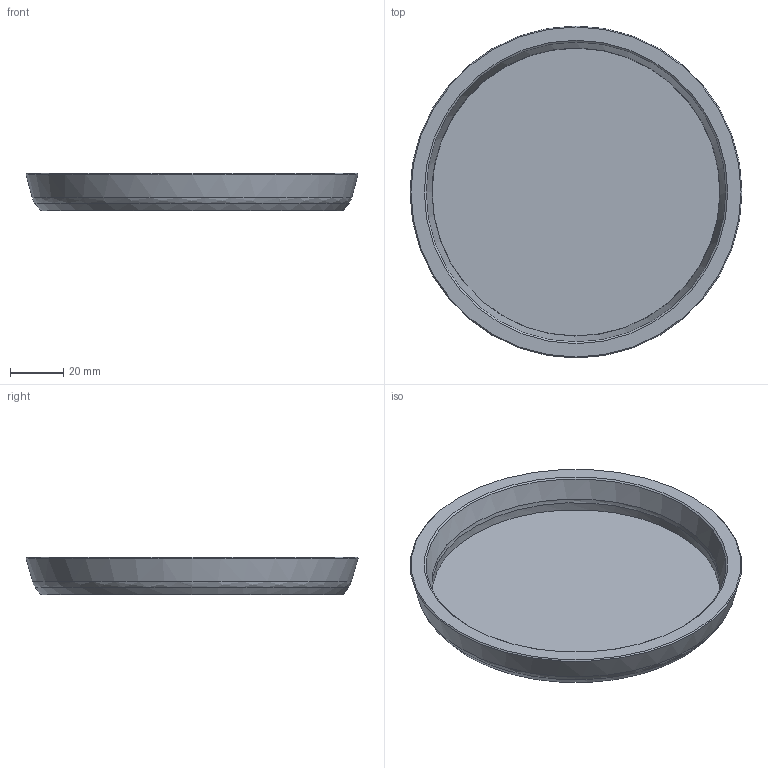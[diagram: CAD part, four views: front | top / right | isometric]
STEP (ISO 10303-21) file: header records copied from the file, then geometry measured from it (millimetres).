
FILE_DESCRIPTION(('FreeCAD Model'),'2;1');
FILE_NAME('Open CASCADE Shape Model','2024-01-24T13:58:14',(''),(''), 'Open CASCADE STEP processor 7.7','FreeCAD','Unknown');
FILE_SCHEMA(('AUTOMOTIVE_DESIGN { 1 0 10303 214 1 1 1 1 }'));
Length unit declared in the file: millimetre
Products named in the file (1): cup
Bounding box: 124.56 x 124.56 x 14.2 mm (x, y, z)
Volume: 39127.7 mm3; surface area: 31735.9 mm2
Topology: 1 solids, 1 shells, 11 faces, 18 edges, 10 vertices
Faces by surface type: cone 5, plane 3, bspline 2, cylinder 1
Full cylindrical faces by diameter (mm): 108 x1
Entity records: 757 total; most frequent: CARTESIAN_POINT 368, DIRECTION 67, ORIENTED_EDGE 36, PCURVE 36, DEFINITIONAL_REPRESENTATION 36, LINE 34, VECTOR 34, EDGE_CURVE 18
